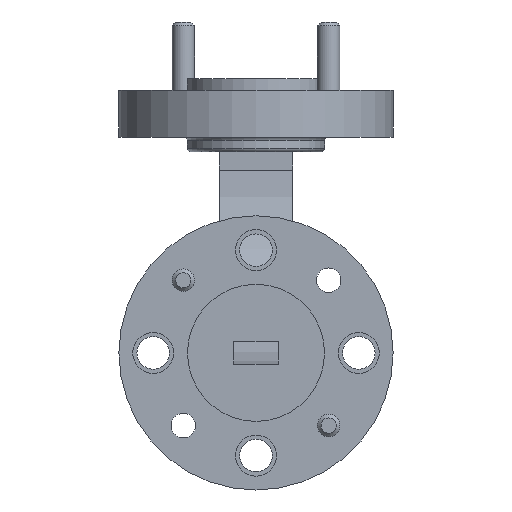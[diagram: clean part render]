
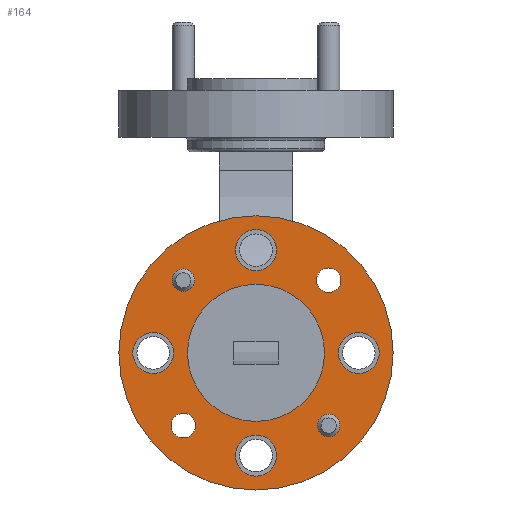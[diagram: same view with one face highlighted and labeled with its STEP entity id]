
A CAD part, front view. The second image highlights one B-rep face of the part: STEP entity #164.
In plain terms, the highlighted planar face has unit normal (0, -1, 0).
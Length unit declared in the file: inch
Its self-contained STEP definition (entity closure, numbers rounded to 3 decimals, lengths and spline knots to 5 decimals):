
#10 = FACE_BOUND ( 'NONE', #562, .T. ) ;
#52 = VERTEX_POINT ( 'NONE', #460 ) ;
#60 = AXIS2_PLACEMENT_3D ( 'NONE', #2311, #1247, #1036 ) ;
#65 = FACE_BOUND ( 'NONE', #1604, .T. ) ;
#92 = AXIS2_PLACEMENT_3D ( 'NONE', #2069, #769, #1705 ) ;
#147 = CARTESIAN_POINT ( 'NONE',  ( -0.281, -0.718, -0.75 ) ) ;
#152 = CARTESIAN_POINT ( 'NONE',  ( 0., -0.718, -0.75 ) ) ;
#164 = ADVANCED_FACE ( 'NONE', ( #897, #2297, #551, #65, #10, #1894, #438, #2332, #1362, #1674 ), #1365, .T. ) ;
#171 = CIRCLE ( 'NONE', #705, 0.056 ) ;
#178 = CARTESIAN_POINT ( 'NONE',  ( 0.281, -0.718, -0.75 ) ) ;
#200 = CIRCLE ( 'NONE', #1596, 0.03075 ) ;
#209 = DIRECTION ( 'NONE',  ( 0., -1., 0. ) ) ;
#210 = DIRECTION ( 'NONE',  ( 1., 0., 0. ) ) ;
#214 = DIRECTION ( 'NONE',  ( 0., -1., 0. ) ) ;
#216 = EDGE_CURVE ( 'NONE', #1854, #1854, #274, .T. ) ;
#230 = VERTEX_POINT ( 'NONE', #873 ) ;
#274 = CIRCLE ( 'NONE', #1591, 0.0335 ) ;
#305 = EDGE_LOOP ( 'NONE', ( #1040 ) ) ;
#307 = EDGE_CURVE ( 'NONE', #2171, #2171, #1358, .T. ) ;
#438 = FACE_BOUND ( 'NONE', #2362, .T. ) ;
#460 = CARTESIAN_POINT ( 'NONE',  ( 0.056, -0.718, -0.469 ) ) ;
#465 = DIRECTION ( 'NONE',  ( 0., -1., 0. ) ) ;
#533 = ORIENTED_EDGE ( 'NONE', *, *, #2296, .F. ) ;
#551 = FACE_BOUND ( 'NONE', #1046, .T. ) ;
#557 = ORIENTED_EDGE ( 'NONE', *, *, #970, .F. ) ;
#562 = EDGE_LOOP ( 'NONE', ( #1254 ) ) ;
#574 = ORIENTED_EDGE ( 'NONE', *, *, #2199, .F. ) ;
#583 = CARTESIAN_POINT ( 'NONE',  ( 0., -0.718, -0.469 ) ) ;
#632 = EDGE_LOOP ( 'NONE', ( #2192 ) ) ;
#643 = DIRECTION ( 'NONE',  ( 0., -1., 0. ) ) ;
#646 = ORIENTED_EDGE ( 'NONE', *, *, #216, .F. ) ;
#686 = CIRCLE ( 'NONE', #1843, 0.1875 ) ;
#705 = AXIS2_PLACEMENT_3D ( 'NONE', #1102, #1486, #210 ) ;
#769 = DIRECTION ( 'NONE',  ( 0., -1., 0. ) ) ;
#773 = CIRCLE ( 'NONE', #1679, 0.056 ) ;
#849 = EDGE_CURVE ( 'NONE', #1746, #1746, #773, .T. ) ;
#854 = AXIS2_PLACEMENT_3D ( 'NONE', #1359, #643, #1741 ) ;
#870 = DIRECTION ( 'NONE',  ( 1., 0., 0. ) ) ;
#873 = CARTESIAN_POINT ( 'NONE',  ( 0.056, -0.718, -1.031 ) ) ;
#884 = DIRECTION ( 'NONE',  ( 0., -1., 0. ) ) ;
#897 = FACE_BOUND ( 'NONE', #1685, .T. ) ;
#948 = ORIENTED_EDGE ( 'NONE', *, *, #307, .F. ) ;
#970 = EDGE_CURVE ( 'NONE', #52, #52, #1031, .T. ) ;
#1031 = CIRCLE ( 'NONE', #2256, 0.056 ) ;
#1036 = DIRECTION ( 'NONE',  ( 1., 0., 0. ) ) ;
#1040 = ORIENTED_EDGE ( 'NONE', *, *, #1155, .T. ) ;
#1046 = EDGE_LOOP ( 'NONE', ( #557 ) ) ;
#1060 = DIRECTION ( 'NONE',  ( 1., 0., 0. ) ) ;
#1102 = CARTESIAN_POINT ( 'NONE',  ( 0., -0.718, -1.031 ) ) ;
#1114 = CIRCLE ( 'NONE', #92, 0.0335 ) ;
#1127 = ORIENTED_EDGE ( 'NONE', *, *, #2103, .F. ) ;
#1155 = EDGE_CURVE ( 'NONE', #2258, #2258, #2180, .T. ) ;
#1163 = VERTEX_POINT ( 'NONE', #2158 ) ;
#1202 = CARTESIAN_POINT ( 'NONE',  ( 0.1987, -0.718, -0.5513 ) ) ;
#1205 = CARTESIAN_POINT ( 'NONE',  ( 0.22945, -0.718, -0.9487 ) ) ;
#1212 = CARTESIAN_POINT ( 'NONE',  ( -0.225, -0.718, -0.75 ) ) ;
#1247 = DIRECTION ( 'NONE',  ( 0., -1., 0. ) ) ;
#1254 = ORIENTED_EDGE ( 'NONE', *, *, #849, .F. ) ;
#1260 = CARTESIAN_POINT ( 'NONE',  ( -0.16795, -0.718, -0.5513 ) ) ;
#1266 = VERTEX_POINT ( 'NONE', #1572 ) ;
#1301 = ORIENTED_EDGE ( 'NONE', *, *, #1588, .F. ) ;
#1307 = EDGE_LOOP ( 'NONE', ( #1127 ) ) ;
#1358 = CIRCLE ( 'NONE', #60, 0.03075 ) ;
#1359 = CARTESIAN_POINT ( 'NONE',  ( 0., -0.718, -0.75 ) ) ;
#1362 = FACE_BOUND ( 'NONE', #1770, .T. ) ;
#1365 = PLANE ( 'NONE',  #854 ) ;
#1391 = EDGE_LOOP ( 'NONE', ( #533 ) ) ;
#1434 = DIRECTION ( 'NONE',  ( 0., -1., 0. ) ) ;
#1455 = DIRECTION ( 'NONE',  ( 1., 0., 0. ) ) ;
#1486 = DIRECTION ( 'NONE',  ( 0., -1., 0. ) ) ;
#1488 = DIRECTION ( 'NONE',  ( 1., 0., 0. ) ) ;
#1530 = AXIS2_PLACEMENT_3D ( 'NONE', #1968, #884, #2160 ) ;
#1572 = CARTESIAN_POINT ( 'NONE',  ( 0.1875, -0.718, -0.75 ) ) ;
#1588 = EDGE_CURVE ( 'NONE', #1266, #1266, #686, .T. ) ;
#1591 = AXIS2_PLACEMENT_3D ( 'NONE', #1202, #465, #870 ) ;
#1596 = AXIS2_PLACEMENT_3D ( 'NONE', #2376, #1796, #1060 ) ;
#1604 = EDGE_LOOP ( 'NONE', ( #574 ) ) ;
#1615 = DIRECTION ( 'NONE',  ( 0., -1., 0. ) ) ;
#1659 = VERTEX_POINT ( 'NONE', #1982 ) ;
#1674 = FACE_OUTER_BOUND ( 'NONE', #305, .T. ) ;
#1679 = AXIS2_PLACEMENT_3D ( 'NONE', #147, #1434, #2152 ) ;
#1685 = EDGE_LOOP ( 'NONE', ( #948 ) ) ;
#1705 = DIRECTION ( 'NONE',  ( 1., 0., 0. ) ) ;
#1741 = DIRECTION ( 'NONE',  ( 1., 0., 0. ) ) ;
#1746 = VERTEX_POINT ( 'NONE', #1212 ) ;
#1770 = EDGE_LOOP ( 'NONE', ( #1301 ) ) ;
#1796 = DIRECTION ( 'NONE',  ( 0., -1., 0. ) ) ;
#1843 = AXIS2_PLACEMENT_3D ( 'NONE', #152, #214, #1488 ) ;
#1854 = VERTEX_POINT ( 'NONE', #2124 ) ;
#1894 = FACE_BOUND ( 'NONE', #1307, .T. ) ;
#1968 = CARTESIAN_POINT ( 'NONE',  ( 0., -0.718, -0.75 ) ) ;
#1982 = CARTESIAN_POINT ( 'NONE',  ( 0.337, -0.718, -0.75 ) ) ;
#1995 = VERTEX_POINT ( 'NONE', #1260 ) ;
#2026 = AXIS2_PLACEMENT_3D ( 'NONE', #178, #1615, #1455 ) ;
#2055 = CIRCLE ( 'NONE', #2026, 0.056 ) ;
#2069 = CARTESIAN_POINT ( 'NONE',  ( -0.1987, -0.718, -0.9487 ) ) ;
#2096 = CARTESIAN_POINT ( 'NONE',  ( 0.375, -0.718, -0.75 ) ) ;
#2103 = EDGE_CURVE ( 'NONE', #1659, #1659, #2055, .T. ) ;
#2122 = EDGE_CURVE ( 'NONE', #1995, #1995, #200, .T. ) ;
#2124 = CARTESIAN_POINT ( 'NONE',  ( 0.2322, -0.718, -0.5513 ) ) ;
#2152 = DIRECTION ( 'NONE',  ( 1., 0., 0. ) ) ;
#2158 = CARTESIAN_POINT ( 'NONE',  ( -0.1652, -0.718, -0.9487 ) ) ;
#2160 = DIRECTION ( 'NONE',  ( 1., 0., 0. ) ) ;
#2171 = VERTEX_POINT ( 'NONE', #1205 ) ;
#2180 = CIRCLE ( 'NONE', #1530, 0.375 ) ;
#2192 = ORIENTED_EDGE ( 'NONE', *, *, #2122, .F. ) ;
#2199 = EDGE_CURVE ( 'NONE', #230, #230, #171, .T. ) ;
#2233 = DIRECTION ( 'NONE',  ( 1., 0., 0. ) ) ;
#2256 = AXIS2_PLACEMENT_3D ( 'NONE', #583, #209, #2233 ) ;
#2258 = VERTEX_POINT ( 'NONE', #2096 ) ;
#2296 = EDGE_CURVE ( 'NONE', #1163, #1163, #1114, .T. ) ;
#2297 = FACE_BOUND ( 'NONE', #632, .T. ) ;
#2311 = CARTESIAN_POINT ( 'NONE',  ( 0.1987, -0.718, -0.9487 ) ) ;
#2332 = FACE_BOUND ( 'NONE', #1391, .T. ) ;
#2362 = EDGE_LOOP ( 'NONE', ( #646 ) ) ;
#2376 = CARTESIAN_POINT ( 'NONE',  ( -0.1987, -0.718, -0.5513 ) ) ;
